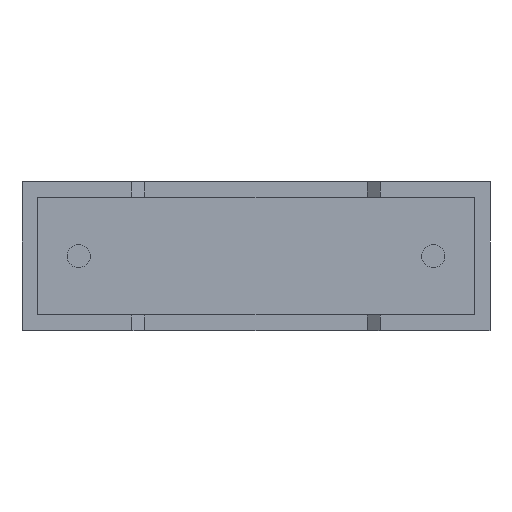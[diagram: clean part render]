
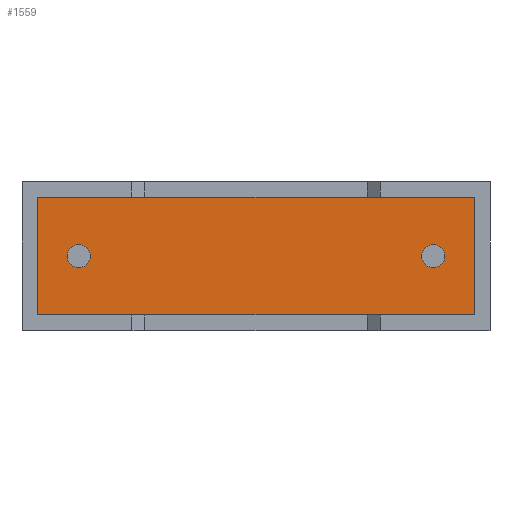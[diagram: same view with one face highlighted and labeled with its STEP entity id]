
A CAD part, front view. The second image highlights one B-rep face of the part: STEP entity #1559.
In plain terms, the highlighted planar face has unit normal (0, -1, 0).
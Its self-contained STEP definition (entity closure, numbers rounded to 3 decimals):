
#149 = VERTEX_POINT ( 'NONE', #2152 ) ;
#155 = FACE_OUTER_BOUND ( 'NONE', #1831, .T. ) ;
#156 = DIRECTION ( 'NONE',  ( 0., -1., 0. ) ) ;
#158 = CARTESIAN_POINT ( 'NONE',  ( 0.44, 0.75, 0.44 ) ) ;
#244 = ORIENTED_EDGE ( 'NONE', *, *, #1851, .T. ) ;
#258 = EDGE_CURVE ( 'NONE', #443, #149, #2219, .T. ) ;
#295 = LINE ( 'NONE', #1694, #2132 ) ;
#318 = ORIENTED_EDGE ( 'NONE', *, *, #1094, .F. ) ;
#336 = CIRCLE ( 'NONE', #2317, 0.325 ) ;
#339 = DIRECTION ( 'NONE',  ( 0., -1., 0. ) ) ;
#387 = ORIENTED_EDGE ( 'NONE', *, *, #749, .T. ) ;
#413 = CARTESIAN_POINT ( 'NONE',  ( 11.6, 0.75, 2.1 ) ) ;
#428 = DIRECTION ( 'NONE',  ( 0., -1., 0. ) ) ;
#442 = VECTOR ( 'NONE', #803, 1000. ) ;
#443 = VERTEX_POINT ( 'NONE', #2243 ) ;
#546 = CARTESIAN_POINT ( 'NONE',  ( 12.76, 0.75, 0.44 ) ) ;
#551 = LINE ( 'NONE', #3011, #804 ) ;
#555 = LINE ( 'NONE', #1355, #3007 ) ;
#563 = CARTESIAN_POINT ( 'NONE',  ( 0.44, 0.75, 3.76 ) ) ;
#603 = DIRECTION ( 'NONE',  ( 0., 0., -1. ) ) ;
#628 = AXIS2_PLACEMENT_3D ( 'NONE', #2894, #2197, #2458 ) ;
#637 = DIRECTION ( 'NONE',  ( 0., 0., -1. ) ) ;
#749 = EDGE_CURVE ( 'NONE', #1522, #1614, #295, .T. ) ;
#803 = DIRECTION ( 'NONE',  ( 0., 0., -1. ) ) ;
#804 = VECTOR ( 'NONE', #2410, 1000. ) ;
#879 = FACE_BOUND ( 'NONE', #1433, .T. ) ;
#886 = DIRECTION ( 'NONE',  ( 1., 0., 0. ) ) ;
#942 = ORIENTED_EDGE ( 'NONE', *, *, #2973, .T. ) ;
#1039 = LINE ( 'NONE', #563, #442 ) ;
#1094 = EDGE_CURVE ( 'NONE', #1802, #2993, #1762, .T. ) ;
#1253 = PLANE ( 'NONE',  #2614 ) ;
#1304 = CIRCLE ( 'NONE', #2683, 0.325 ) ;
#1355 = CARTESIAN_POINT ( 'NONE',  ( 0.44, 0.75, 0.44 ) ) ;
#1390 = CARTESIAN_POINT ( 'NONE',  ( 11.6, 0.75, 2.1 ) ) ;
#1413 = EDGE_CURVE ( 'NONE', #1457, #2412, #1039, .T. ) ;
#1433 = EDGE_LOOP ( 'NONE', ( #1588, #318 ) ) ;
#1457 = VERTEX_POINT ( 'NONE', #1594 ) ;
#1522 = VERTEX_POINT ( 'NONE', #546 ) ;
#1559 = ADVANCED_FACE ( 'NONE', ( #879, #155, #2624 ), #1253, .T. ) ;
#1588 = ORIENTED_EDGE ( 'NONE', *, *, #2326, .F. ) ;
#1594 = CARTESIAN_POINT ( 'NONE',  ( 0.44, 0.75, 3.76 ) ) ;
#1614 = VERTEX_POINT ( 'NONE', #2595 ) ;
#1652 = EDGE_LOOP ( 'NONE', ( #2781, #2103 ) ) ;
#1694 = CARTESIAN_POINT ( 'NONE',  ( 12.76, 0.75, 0.44 ) ) ;
#1744 = CARTESIAN_POINT ( 'NONE',  ( 0., 0.75, 0. ) ) ;
#1760 = CARTESIAN_POINT ( 'NONE',  ( 1.6, 0.75, 2.1 ) ) ;
#1762 = CIRCLE ( 'NONE', #2314, 0.325 ) ;
#1802 = VERTEX_POINT ( 'NONE', #2030 ) ;
#1812 = DIRECTION ( 'NONE',  ( 0., 0., -1. ) ) ;
#1831 = EDGE_LOOP ( 'NONE', ( #2022, #942, #387, #244 ) ) ;
#1851 = EDGE_CURVE ( 'NONE', #1614, #1457, #551, .T. ) ;
#2022 = ORIENTED_EDGE ( 'NONE', *, *, #1413, .T. ) ;
#2030 = CARTESIAN_POINT ( 'NONE',  ( 11.6, 0.75, 1.775 ) ) ;
#2095 = CARTESIAN_POINT ( 'NONE',  ( 11.6, 0.75, 2.425 ) ) ;
#2103 = ORIENTED_EDGE ( 'NONE', *, *, #2925, .F. ) ;
#2132 = VECTOR ( 'NONE', #2691, 1000. ) ;
#2152 = CARTESIAN_POINT ( 'NONE',  ( 1.6, 0.75, 1.775 ) ) ;
#2197 = DIRECTION ( 'NONE',  ( 0., -1., 0. ) ) ;
#2219 = CIRCLE ( 'NONE', #628, 0.325 ) ;
#2243 = CARTESIAN_POINT ( 'NONE',  ( 1.6, 0.75, 2.425 ) ) ;
#2314 = AXIS2_PLACEMENT_3D ( 'NONE', #413, #428, #637 ) ;
#2317 = AXIS2_PLACEMENT_3D ( 'NONE', #1390, #156, #1812 ) ;
#2326 = EDGE_CURVE ( 'NONE', #2993, #1802, #336, .T. ) ;
#2410 = DIRECTION ( 'NONE',  ( -1., 0., 0. ) ) ;
#2412 = VERTEX_POINT ( 'NONE', #158 ) ;
#2418 = DIRECTION ( 'NONE',  ( 0., 0., -1. ) ) ;
#2458 = DIRECTION ( 'NONE',  ( 0., 0., -1. ) ) ;
#2595 = CARTESIAN_POINT ( 'NONE',  ( 12.76, 0.75, 3.76 ) ) ;
#2614 = AXIS2_PLACEMENT_3D ( 'NONE', #1744, #2905, #2418 ) ;
#2624 = FACE_BOUND ( 'NONE', #1652, .T. ) ;
#2683 = AXIS2_PLACEMENT_3D ( 'NONE', #1760, #339, #603 ) ;
#2691 = DIRECTION ( 'NONE',  ( 0., 0., 1. ) ) ;
#2781 = ORIENTED_EDGE ( 'NONE', *, *, #258, .F. ) ;
#2894 = CARTESIAN_POINT ( 'NONE',  ( 1.6, 0.75, 2.1 ) ) ;
#2905 = DIRECTION ( 'NONE',  ( 0., -1., 0. ) ) ;
#2925 = EDGE_CURVE ( 'NONE', #149, #443, #1304, .T. ) ;
#2973 = EDGE_CURVE ( 'NONE', #2412, #1522, #555, .T. ) ;
#2993 = VERTEX_POINT ( 'NONE', #2095 ) ;
#3007 = VECTOR ( 'NONE', #886, 1000. ) ;
#3011 = CARTESIAN_POINT ( 'NONE',  ( 12.76, 0.75, 3.76 ) ) ;
